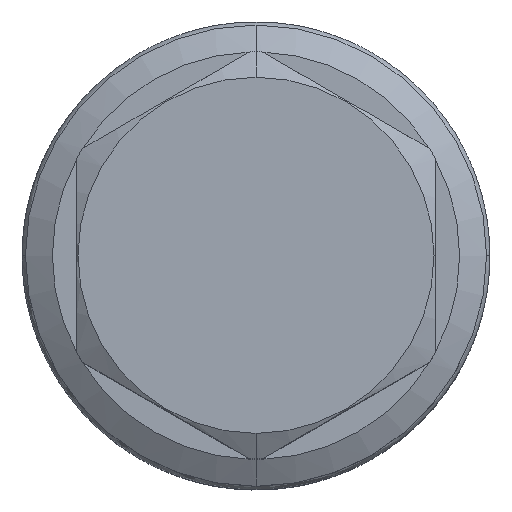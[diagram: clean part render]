
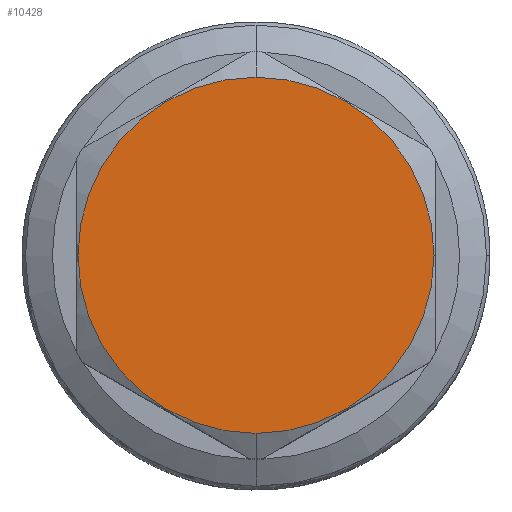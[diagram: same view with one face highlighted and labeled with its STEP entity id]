
A CAD part, top view. The second image highlights one B-rep face of the part: STEP entity #10428.
In plain terms, the highlighted planar face has unit normal (0, 0, 1).
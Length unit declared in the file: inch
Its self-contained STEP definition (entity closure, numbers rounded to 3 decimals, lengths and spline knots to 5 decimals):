
#4207=CARTESIAN_POINT('',(0.,0.,5.657));
#4208=DIRECTION('',(0.,0.,1.));
#4209=DIRECTION('',(0.,-1.,0.));
#4210=AXIS2_PLACEMENT_3D('',#4207,#4208,#4209);
#4212=CARTESIAN_POINT('',(0.,0.,5.657));
#4213=DIRECTION('',(0.,0.,1.));
#4214=DIRECTION('',(0.,1.,0.));
#4215=AXIS2_PLACEMENT_3D('',#4212,#4213,#4214);
#5057=CARTESIAN_POINT('',(0.,-0.807,5.657));
#5058=CARTESIAN_POINT('',(0.,0.807,5.657));
#5059=VERTEX_POINT('',#5057);
#5060=VERTEX_POINT('',#5058);
#10419=CARTESIAN_POINT('',(0.,0.,5.657));
#10420=DIRECTION('',(0.,0.,1.));
#10421=DIRECTION('',(0.,1.,0.));
#10422=AXIS2_PLACEMENT_3D('',#10419,#10420,#10421);
#10423=PLANE('',#10422);
#10424=ORIENTED_EDGE('',*,*,#10189,.F.);
#10425=ORIENTED_EDGE('',*,*,#10410,.F.);
#10426=EDGE_LOOP('',(#10424,#10425));
#10427=FACE_OUTER_BOUND('',#10426,.F.);
#10428=ADVANCED_FACE('',(#10427),#10423,.T.);
#4211=CIRCLE('',#4210,0.807);
#4216=CIRCLE('',#4215,0.807);
#10189=EDGE_CURVE('',#5059,#5060,#4211,.T.);
#10410=EDGE_CURVE('',#5060,#5059,#4216,.T.);
